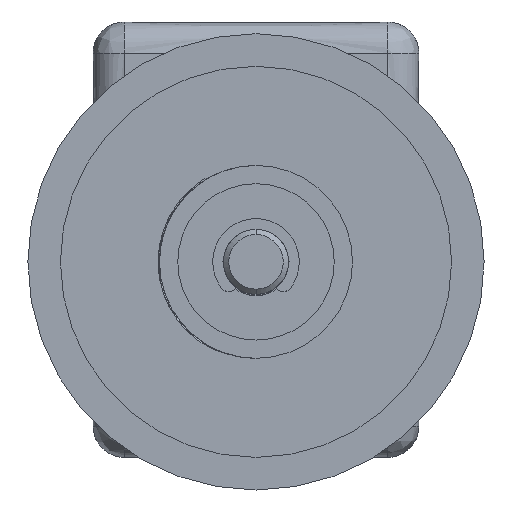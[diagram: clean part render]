
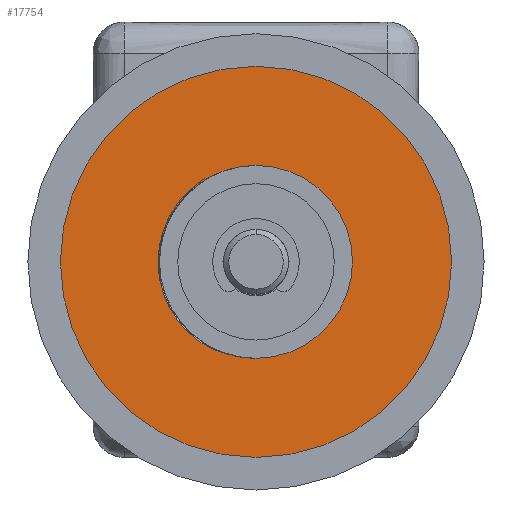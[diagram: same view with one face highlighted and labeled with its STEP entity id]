
A CAD part, front view. The second image highlights one B-rep face of the part: STEP entity #17754.
In plain terms, the highlighted free-form (B-spline) face has degree [1, 1] with [2, 2] control points.
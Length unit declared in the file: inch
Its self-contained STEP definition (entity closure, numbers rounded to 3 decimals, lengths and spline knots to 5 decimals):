
#659=CARTESIAN_POINT('',(0.,-0.375,0.));
#660=DIRECTION('',(0.,-1.,0.));
#661=DIRECTION('',(0.,0.,-1.));
#662=AXIS2_PLACEMENT_3D('',#659,#660,#661);
#667=CARTESIAN_POINT('',(0.,-0.375,0.));
#668=DIRECTION('',(0.,1.,0.));
#669=DIRECTION('',(0.,0.,-1.));
#670=AXIS2_PLACEMENT_3D('',#667,#668,#669);
#675=CARTESIAN_POINT('',(0.,-0.375,0.));
#676=DIRECTION('',(0.,-1.,0.));
#677=DIRECTION('',(0.,0.,-1.));
#678=AXIS2_PLACEMENT_3D('',#675,#676,#677);
#683=CARTESIAN_POINT('',(0.,-0.375,0.));
#684=DIRECTION('',(0.,-1.,0.));
#685=DIRECTION('',(0.,0.,1.));
#686=AXIS2_PLACEMENT_3D('',#683,#684,#685);
#691=CARTESIAN_POINT('',(-0.18421,-0.375,-0.03498));
#692=CARTESIAN_POINT('',(-0.1851,-0.375,-0.02875));
#693=CARTESIAN_POINT('',(-0.18621,-0.375,-0.01645));
#694=CARTESIAN_POINT('',(-0.18609,-0.375,0.00152));
#695=CARTESIAN_POINT('',(-0.18489,-0.375,0.01319));
#696=CARTESIAN_POINT('',(-0.18403,-0.375,0.01894));
#701=CARTESIAN_POINT('',(-0.10552,-0.375,-0.15499));
#702=CARTESIAN_POINT('',(-0.11214,-0.375,-0.15048));
#703=CARTESIAN_POINT('',(-0.12471,-0.375,-0.14069));
#704=CARTESIAN_POINT('',(-0.14164,-0.375,-0.12365));
#705=CARTESIAN_POINT('',(-0.15637,-0.375,-0.10441));
#706=CARTESIAN_POINT('',(-0.16873,-0.375,-0.08304));
#707=CARTESIAN_POINT('',(-0.17834,-0.375,-0.0597));
#708=CARTESIAN_POINT('',(-0.18261,-0.375,-0.04338));
#709=CARTESIAN_POINT('',(-0.18421,-0.375,-0.03498));
#714=CARTESIAN_POINT('',(-0.056,-0.375,-0.17632));
#715=CARTESIAN_POINT('',(-0.06472,-0.375,-0.17399));
#716=CARTESIAN_POINT('',(-0.08167,-0.375,-0.1681));
#717=CARTESIAN_POINT('',(-0.09773,-0.375,-0.15978));
#718=CARTESIAN_POINT('',(-0.10552,-0.375,-0.15499));
#723=CARTESIAN_POINT('',(0.,-0.375,0.));
#724=DIRECTION('',(0.,-1.,0.));
#725=DIRECTION('',(-0.303,0.,-0.953));
#726=AXIS2_PLACEMENT_3D('',#723,#724,#725);
#15007=CARTESIAN_POINT('',(0.,-0.375,-0.375));
#15009=VERTEX_POINT('',#15007);
#15023=CARTESIAN_POINT('',(0.,-0.375,0.375));
#15025=VERTEX_POINT('',#15023);
#15040=VERTEX_POINT('',#701);
#15041=VERTEX_POINT('',#709);
#16862=CARTESIAN_POINT('',(0.,-0.375,-0.185));
#16863=CARTESIAN_POINT('',(0.,-0.375,0.185));
#16864=VERTEX_POINT('',#16862);
#16865=VERTEX_POINT('',#16863);
#16866=CARTESIAN_POINT('',(-0.18403,-0.375,0.01894));
#16867=VERTEX_POINT('',#16866);
#16868=CARTESIAN_POINT('',(-0.056,-0.375,-0.17632));
#16869=VERTEX_POINT('',#16868);
#17731=CARTESIAN_POINT('',(-0.39,-0.375,-0.39));
#17732=CARTESIAN_POINT('',(0.39,-0.375,-0.39));
#17733=CARTESIAN_POINT('',(-0.39,-0.375,0.39));
#17734=CARTESIAN_POINT('',(0.39,-0.375,0.39));
#17735=B_SPLINE_SURFACE_WITH_KNOTS('',1,1,((#17731,#17732),(#17733,#17734)),
.UNSPECIFIED.,.F.,.F.,.F.,(2,2),(2,2),(-0.39,0.39),(-0.39,0.39),
.UNSPECIFIED.);
#17736=ORIENTED_EDGE('',*,*,#17724,.F.);
#17737=ORIENTED_EDGE('',*,*,#17689,.T.);
#17738=EDGE_LOOP('',(#17736,#17737));
#17739=FACE_OUTER_BOUND('',#17738,.F.);
#17741=ORIENTED_EDGE('',*,*,#17740,.T.);
#17743=ORIENTED_EDGE('',*,*,#17742,.T.);
#17745=ORIENTED_EDGE('',*,*,#17744,.F.);
#17747=ORIENTED_EDGE('',*,*,#17746,.F.);
#17749=ORIENTED_EDGE('',*,*,#17748,.F.);
#17751=ORIENTED_EDGE('',*,*,#17750,.T.);
#17752=EDGE_LOOP('',(#17741,#17743,#17745,#17747,#17749,#17751));
#17753=FACE_BOUND('',#17752,.F.);
#17754=ADVANCED_FACE('',(#17739,#17753),#17735,.F.);
#663=CIRCLE('',#662,0.375);
#671=CIRCLE('',#670,0.375);
#679=CIRCLE('',#678,0.185);
#687=CIRCLE('',#686,0.185);
#697=B_SPLINE_CURVE_WITH_KNOTS('',3,(#691,#692,#693,#694,#695,#696),
.UNSPECIFIED.,.F.,.F.,(4,1,1,4),(0.,0.33333,0.66667,1.),
.UNSPECIFIED.);
#710=B_SPLINE_CURVE_WITH_KNOTS('',3,(#701,#702,#703,#704,#705,#706,#707,#708,
#709),.UNSPECIFIED.,.F.,.F.,(4,1,1,1,1,1,4),(0.,0.16667,
0.33333,0.5,0.66667,0.83333,1.),
.UNSPECIFIED.);
#719=B_SPLINE_CURVE_WITH_KNOTS('',3,(#714,#715,#716,#717,#718),.UNSPECIFIED.,
.F.,.F.,(4,1,4),(0.,0.5,1.),.UNSPECIFIED.);
#727=CIRCLE('',#726,0.185);
#17689=EDGE_CURVE('',#15009,#15025,#671,.T.);
#17724=EDGE_CURVE('',#15009,#15025,#663,.T.);
#17740=EDGE_CURVE('',#16864,#16865,#679,.T.);
#17742=EDGE_CURVE('',#16865,#16867,#687,.T.);
#17744=EDGE_CURVE('',#15041,#16867,#697,.T.);
#17746=EDGE_CURVE('',#15040,#15041,#710,.T.);
#17748=EDGE_CURVE('',#16869,#15040,#719,.T.);
#17750=EDGE_CURVE('',#16869,#16864,#727,.T.);
